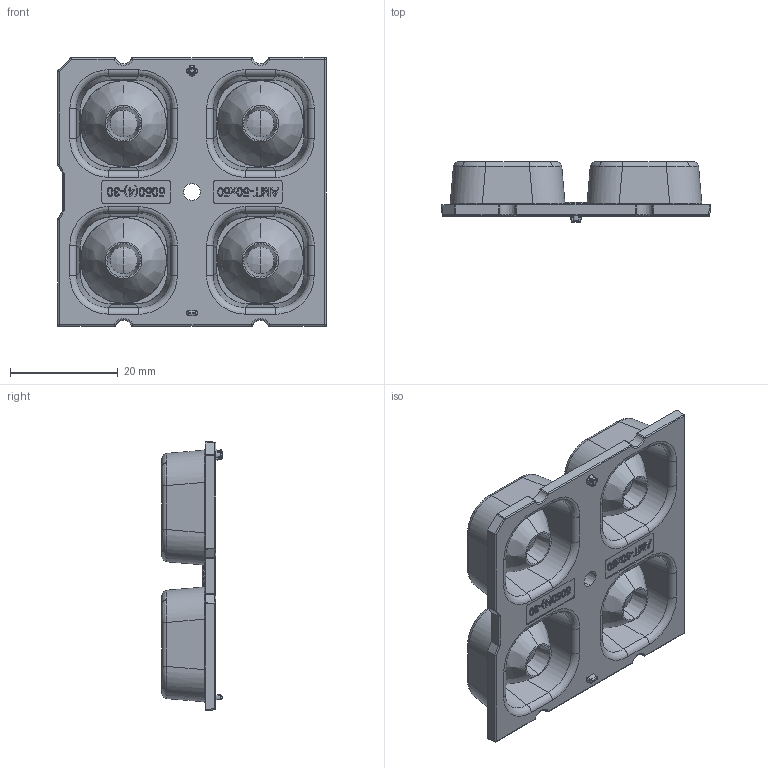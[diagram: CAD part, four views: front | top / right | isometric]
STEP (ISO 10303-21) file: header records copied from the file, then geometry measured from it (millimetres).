
FILE_DESCRIPTION (( 'STEP AP214' ), '1' );
FILE_NAME ('ﾀﾌﾒ-ﾍﾂ-50x50-5050(4)-30.STEP', '2024-07-29T08:49:15', ( '' ), ( '' ), 'SwSTEP 2.0', 'SolidWorks 2019', '' );
FILE_SCHEMA (( 'AUTOMOTIVE_DESIGN' ));
Length unit declared in the file: millimetre
Products named in the file (1): ﾀﾌﾒ-ﾍﾂ-50x50-5050(4)-30
Bounding box: 49.9 x 11.15 x 49.9 mm (x, y, z)
Volume: 12172.2 mm3; surface area: 9709.1 mm2
Topology: 1 solids, 1 shells, 691 faces, 1696 edges, 1042 vertices
Faces by surface type: bspline 266, plane 210, cylinder 140, torus 27, cone 25, sphere 23
Entity records: 28756 total; most frequent: CARTESIAN_POINT 14822, ORIENTED_EDGE 3368, DIRECTION 2210, EDGE_CURVE 1684, VERTEX_POINT 1042, AXIS2_PLACEMENT_3D 793, EDGE_LOOP 740, ADVANCED_FACE 691
